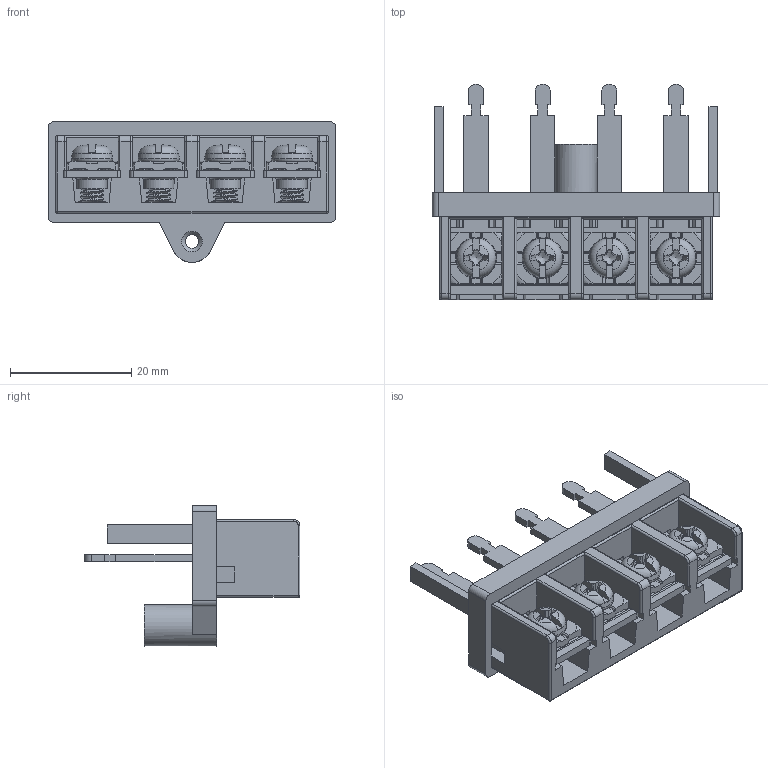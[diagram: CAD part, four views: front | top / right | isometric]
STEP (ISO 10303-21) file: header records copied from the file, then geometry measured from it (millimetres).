
FILE_DESCRIPTION( ( 'Unknown' ), '1' );
FILE_NAME( 'TEH-124-04.stp', 'Unknown', ( 'Unknown' ), ( 'Unknown' ), 'XStep 1.0', 'Unknown', ' ' );
FILE_SCHEMA( ( 'CONFIG_CONTROL_DESIGN' ) );
Length unit declared in the file: millimetre
Products named in the file (1): 1
Bounding box: 47.5 x 35.65 x 23.25 mm (x, y, z)
Volume: 6954.7 mm3; surface area: 10093.2 mm2
Topology: 1 solids, 4 shells, 1045 faces, 3143 edges, 2024 vertices
Faces by surface type: plane 708, cylinder 189, cone 61, bspline 36, torus 22, revolution 19, sphere 10
Full cylindrical faces by diameter (mm): 2.2 x1, 2.95 x12, 3.45 x4, 5 x4, 6.9 x1
Entity records: 37656 total; most frequent: CARTESIAN_POINT 9996, ORIENTED_EDGE 6072, DIRECTION 5480, EDGE_CURVE 3036, LINE 2003, VECTOR 2003, VERTEX_POINT 1974, AXIS2_PLACEMENT_3D 1729
